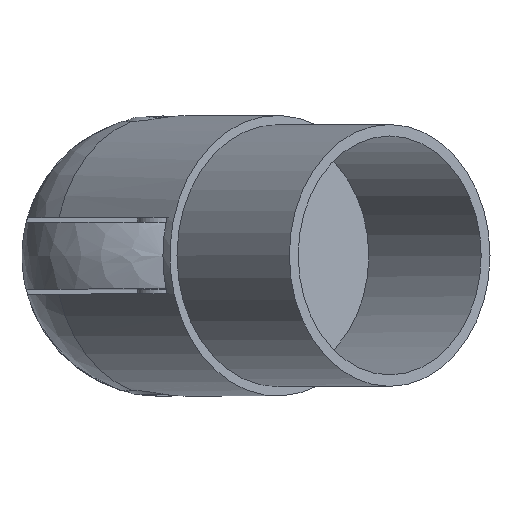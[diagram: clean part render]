
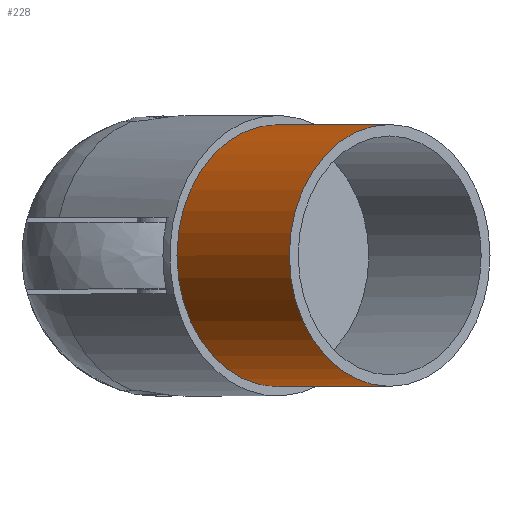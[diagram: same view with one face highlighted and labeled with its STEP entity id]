
A CAD part, top view. The second image highlights one B-rep face of the part: STEP entity #228.
In plain terms, the highlighted cylindrical face has radius 15.733 mm (diameter 31.466 mm), a full revolution.
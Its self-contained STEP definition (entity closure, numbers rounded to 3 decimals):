
#228=ADVANCED_FACE('',(#280,#281),#249,.T.);
#249=CYLINDRICAL_SURFACE('',#784,15.733);
#280=FACE_BOUND('',#345,.T.);
#281=FACE_BOUND('',#346,.T.);
#345=EDGE_LOOP('',(#499));
#346=EDGE_LOOP('',(#500));
#499=ORIENTED_EDGE('',*,*,#673,.F.);
#500=ORIENTED_EDGE('',*,*,#674,.F.);
#591=VERTEX_POINT('',#1237);
#592=VERTEX_POINT('',#1239);
#673=EDGE_CURVE('',#591,#591,#715,.T.);
#674=EDGE_CURVE('',#592,#592,#716,.T.);
#715=CIRCLE('',#782,15.733);
#716=CIRCLE('',#783,15.733);
#782=AXIS2_PLACEMENT_3D('',#1236,#959,#960);
#783=AXIS2_PLACEMENT_3D('',#1238,#961,#962);
#784=AXIS2_PLACEMENT_3D('',#1240,#963,#964);
#959=DIRECTION('',(-0.643,0.,-0.766));
#960=DIRECTION('',(0.766,0.,-0.643));
#961=DIRECTION('',(0.643,0.,0.766));
#962=DIRECTION('',(0.766,0.,-0.643));
#963=DIRECTION('',(0.643,0.,0.766));
#964=DIRECTION('',(-0.766,0.,0.643));
#1236=CARTESIAN_POINT('',(13.82,0.,-26.03));
#1237=CARTESIAN_POINT('',(25.872,0.,-36.143));
#1238=CARTESIAN_POINT('',(27.318,0.,-9.943));
#1239=CARTESIAN_POINT('',(39.371,0.,-20.056));
#1240=CARTESIAN_POINT('',(13.82,0.,-26.03));
